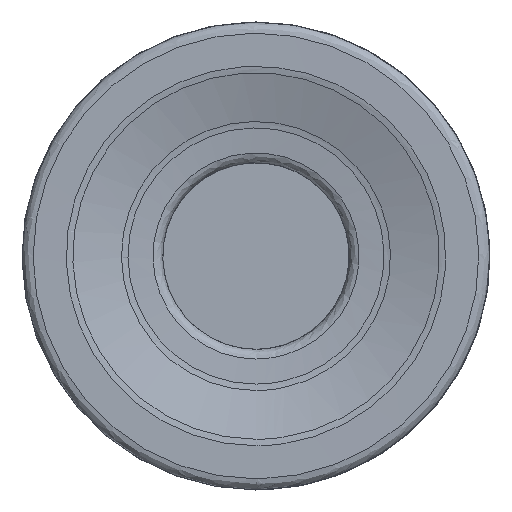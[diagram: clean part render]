
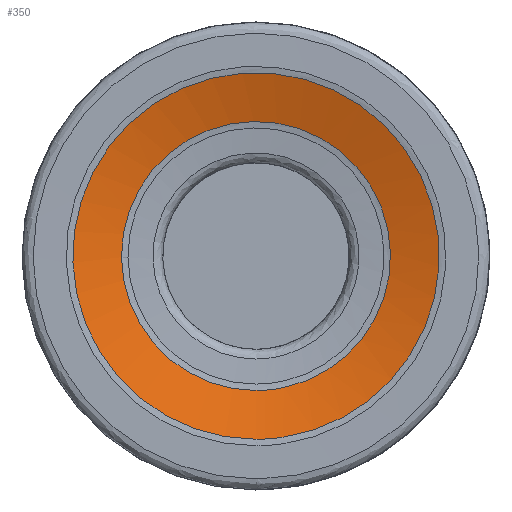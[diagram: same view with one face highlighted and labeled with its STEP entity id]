
A CAD part, left-side view. The second image highlights one B-rep face of the part: STEP entity #350.
In plain terms, the highlighted face is a revolution surface.
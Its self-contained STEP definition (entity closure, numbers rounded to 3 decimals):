
#63=SURFACE_OF_REVOLUTION('',#94,#87);
#87=AXIS1_PLACEMENT('',#1031,#839);
#94=LINE('',#1030,#100);
#100=VECTOR('',#838,3.524);
#309=FACE_BOUND('',#429,.T.);
#310=FACE_BOUND('',#430,.T.);
#350=ADVANCED_FACE('',(#309,#310),#63,.T.);
#429=EDGE_LOOP('',(#505));
#430=EDGE_LOOP('',(#506));
#505=ORIENTED_EDGE('',*,*,#584,.F.);
#506=ORIENTED_EDGE('',*,*,#583,.T.);
#545=VERTEX_POINT('',#1025);
#546=VERTEX_POINT('',#1029);
#583=EDGE_CURVE('',#545,#545,#622,.T.);
#584=EDGE_CURVE('',#546,#546,#623,.T.);
#622=CIRCLE('',#683,9.197);
#623=CIRCLE('',#685,12.528);
#683=AXIS2_PLACEMENT_3D('',#1024,#831,#832);
#685=AXIS2_PLACEMENT_3D('',#1028,#836,#837);
#831=DIRECTION('',(1.,0.,0.));
#832=DIRECTION('',(0.,0.,-1.));
#836=DIRECTION('',(1.,0.,0.));
#837=DIRECTION('',(0.,0.,-1.));
#838=DIRECTION('',(-0.271,-0.956,-0.112));
#839=DIRECTION('',(1.,0.,0.));
#1024=CARTESIAN_POINT('',(1.068,0.,0.));
#1025=CARTESIAN_POINT('',(1.068,0.,-9.197));
#1028=CARTESIAN_POINT('',(0.113,0.,0.));
#1029=CARTESIAN_POINT('',(0.113,0.,-12.528));
#1030=CARTESIAN_POINT('',(1.068,-9.146,0.961));
#1031=CARTESIAN_POINT('',(50.,0.,0.));
